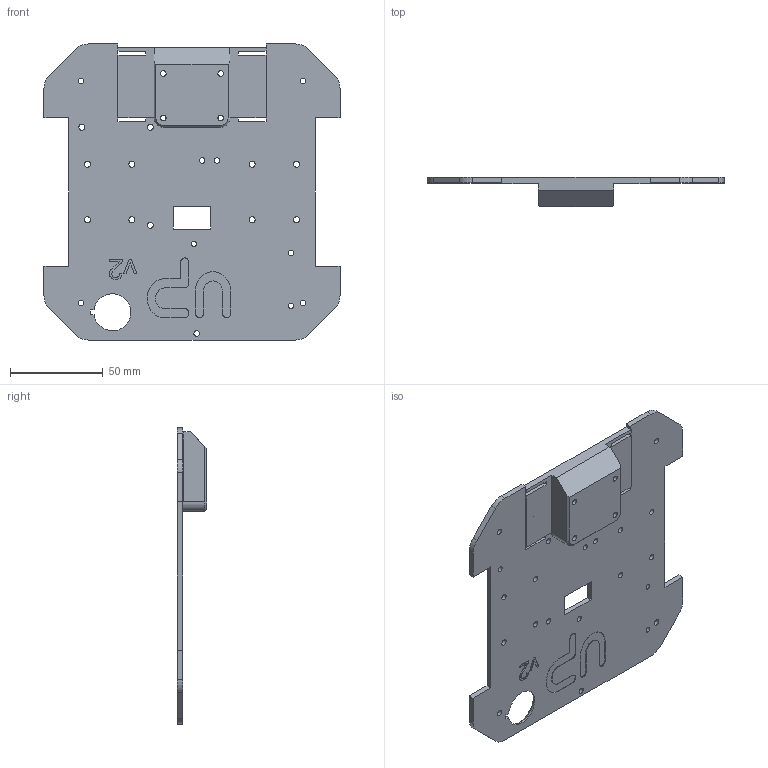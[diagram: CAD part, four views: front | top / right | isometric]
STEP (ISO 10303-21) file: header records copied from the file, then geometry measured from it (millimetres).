
FILE_DESCRIPTION(/* description */ (''),/* implementation_level */ '2;1');
FILE_NAME(/* name */ 'plate_01 v8.step',/* time_stamp */ '2021-12-17T14:32:53+01:00',/* author */ (''),/* organization */ (''),/* preprocessor_version */ 'ST-DEVELOPER v18.1',/* originating_system */ 'Autodesk Translation Framework v10.10.0.1391',/* authorisation */ '');
FILE_SCHEMA (('AUTOMOTIVE_DESIGN { 1 0 10303 214 3 1 1 }'));
Length unit declared in the file: millimetre
Products named in the file (1): plate_01
Bounding box: 160 x 16 x 160 mm (x, y, z)
Volume: 84768.2 mm3; surface area: 49560.3 mm2
Topology: 1 solids, 1 shells, 172 faces, 478 edges, 314 vertices
Faces by surface type: plane 90, cylinder 42, bspline 37, cone 3
Full cylindrical faces by diameter (mm): 3 x10, 3.2 x15, 6.5 x4, 10 x2
Entity records: 5864 total; most frequent: CARTESIAN_POINT 1530, ORIENTED_EDGE 956, DIRECTION 761, EDGE_CURVE 478, LINE 315, VECTOR 315, VERTEX_POINT 314, EDGE_LOOP 240
